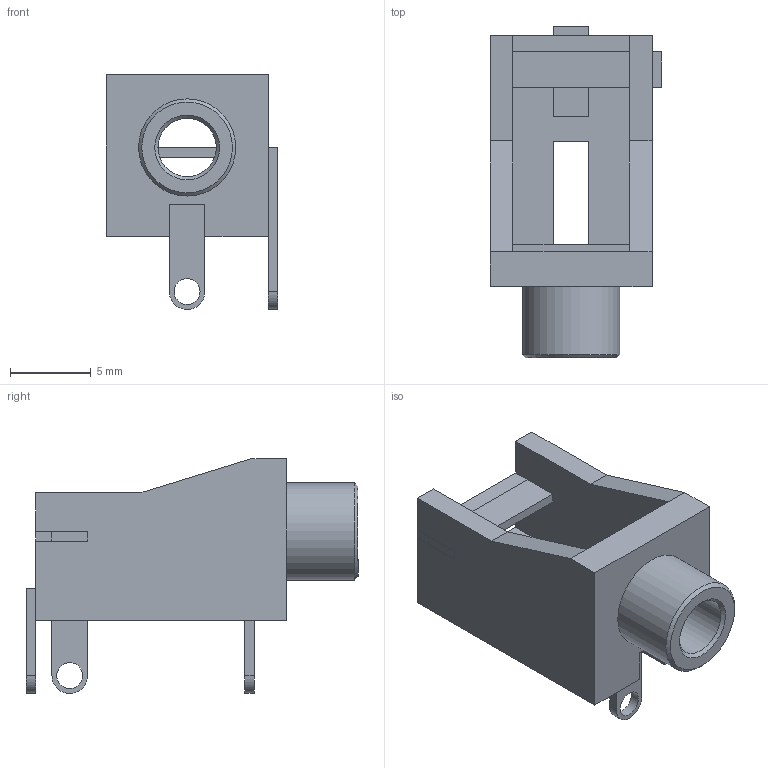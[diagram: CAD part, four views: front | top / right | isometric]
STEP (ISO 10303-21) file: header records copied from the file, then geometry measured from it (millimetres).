
FILE_DESCRIPTION(('FreeCAD Model'),'2;1');
FILE_NAME('PJ302M.step','2021-01-10T14:03:25',( 'Author'),(''),'Open CASCADE STEP processor 7.3','FreeCAD','Unknown' );
FILE_SCHEMA(('AUTOMOTIVE_DESIGN { 1 0 10303 214 1 1 1 1 }'));
Length unit declared in the file: millimetre
Products named in the file (5): PJ302M; Housing; Front_lug; Rear_lug; Side_lug
Assembly tree (4 placements, depth 2):
  PJ302M
    Housing
    Front_lug
    Rear_lug
    Side_lug
Bounding box: 10.6 x 20.5 x 14.5 mm (x, y, z)
Volume: 761 mm3; surface area: 1481.7 mm2
Topology: 4 solids, 4 shells, 71 faces, 178 edges, 114 vertices
Faces by surface type: plane 60, cylinder 9, cone 2
Full cylindrical faces by diameter (mm): 1.6 x3, 3.6 x1, 6 x2
Entity records: 4535 total; most frequent: CARTESIAN_POINT 816, DIRECTION 664, LINE 464, VECTOR 464, ORIENTED_EDGE 356, PCURVE 356, DEFINITIONAL_REPRESENTATION 356, EDGE_CURVE 178
